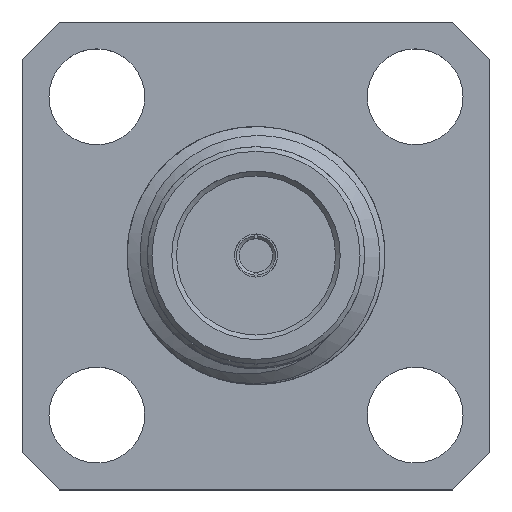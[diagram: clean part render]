
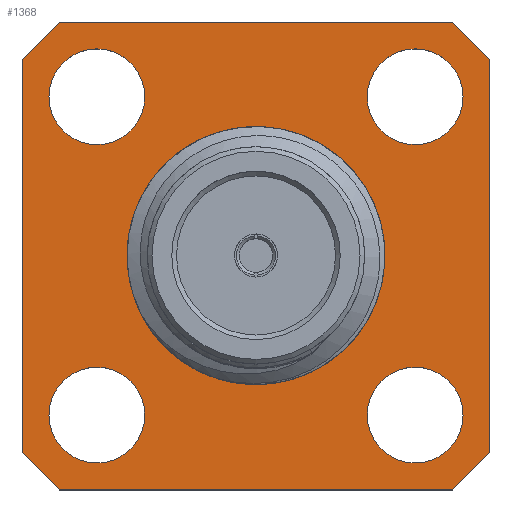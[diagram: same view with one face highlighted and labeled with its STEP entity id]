
A CAD part, top view. The second image highlights one B-rep face of the part: STEP entity #1368.
In plain terms, the highlighted planar face has unit normal (0, 0, 1).
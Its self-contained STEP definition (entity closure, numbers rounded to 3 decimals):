
#5 = LINE ( 'NONE', #787, #3035 ) ;
#50 = VERTEX_POINT ( 'NONE', #2433 ) ;
#56 = ORIENTED_EDGE ( 'NONE', *, *, #817, .F. ) ;
#94 = CARTESIAN_POINT ( 'NONE',  ( -6.35, 5.334, 0. ) ) ;
#119 = ORIENTED_EDGE ( 'NONE', *, *, #1981, .F. ) ;
#171 = EDGE_CURVE ( 'NONE', #1958, #1958, #3154, .T. ) ;
#226 = ORIENTED_EDGE ( 'NONE', *, *, #2196, .T. ) ;
#268 = VERTEX_POINT ( 'NONE', #3037 ) ;
#280 = DIRECTION ( 'NONE',  ( 1., 0., 0. ) ) ;
#338 = LINE ( 'NONE', #1339, #1052 ) ;
#405 = VECTOR ( 'NONE', #3228, 1000. ) ;
#490 = ORIENTED_EDGE ( 'NONE', *, *, #603, .T. ) ;
#534 = CARTESIAN_POINT ( 'NONE',  ( -6.35, -6.35, 0. ) ) ;
#542 = EDGE_CURVE ( 'NONE', #2015, #2208, #338, .T. ) ;
#566 = VERTEX_POINT ( 'NONE', #2699 ) ;
#573 = EDGE_LOOP ( 'NONE', ( #56 ) ) ;
#586 = DIRECTION ( 'NONE',  ( 0., 0., 1. ) ) ;
#595 = DIRECTION ( 'NONE',  ( -1., 0., 0. ) ) ;
#603 = EDGE_CURVE ( 'NONE', #772, #2306, #1926, .T. ) ;
#638 = DIRECTION ( 'NONE',  ( 0., 1., 0. ) ) ;
#657 = EDGE_CURVE ( 'NONE', #2271, #2044, #2944, .T. ) ;
#684 = DIRECTION ( 'NONE',  ( 0.707, 0.707, 0. ) ) ;
#685 = CIRCLE ( 'NONE', #2136, 1.3 ) ;
#700 = CARTESIAN_POINT ( 'NONE',  ( -5.334, -6.35, 0. ) ) ;
#735 = CARTESIAN_POINT ( 'NONE',  ( -4.32, 4.32, 0. ) ) ;
#768 = DIRECTION ( 'NONE',  ( 0.707, -0.707, 0. ) ) ;
#772 = VERTEX_POINT ( 'NONE', #990 ) ;
#787 = CARTESIAN_POINT ( 'NONE',  ( -6.35, -5.334, 0. ) ) ;
#817 = EDGE_CURVE ( 'NONE', #566, #566, #685, .T. ) ;
#827 = EDGE_LOOP ( 'NONE', ( #1809 ) ) ;
#958 = CARTESIAN_POINT ( 'NONE',  ( 4.32, 4.32, 0. ) ) ;
#959 = CARTESIAN_POINT ( 'NONE',  ( -3.02, 4.32, 0. ) ) ;
#970 = DIRECTION ( 'NONE',  ( -1., 0., 0. ) ) ;
#975 = VERTEX_POINT ( 'NONE', #2239 ) ;
#990 = CARTESIAN_POINT ( 'NONE',  ( 6.35, 5.334, 0. ) ) ;
#1006 = ORIENTED_EDGE ( 'NONE', *, *, #1050, .F. ) ;
#1009 = EDGE_CURVE ( 'NONE', #3266, #2015, #1058, .T. ) ;
#1027 = DIRECTION ( 'NONE',  ( 1., 0., 0. ) ) ;
#1049 = AXIS2_PLACEMENT_3D ( 'NONE', #735, #2720, #1027 ) ;
#1050 = EDGE_CURVE ( 'NONE', #1553, #1553, #2777, .T. ) ;
#1052 = VECTOR ( 'NONE', #684, 1000. ) ;
#1058 = LINE ( 'NONE', #534, #2841 ) ;
#1138 = VECTOR ( 'NONE', #595, 1000. ) ;
#1187 = AXIS2_PLACEMENT_3D ( 'NONE', #1817, #2839, #1577 ) ;
#1211 = PLANE ( 'NONE',  #2178 ) ;
#1278 = EDGE_LOOP ( 'NONE', ( #1006 ) ) ;
#1339 = CARTESIAN_POINT ( 'NONE',  ( 5.334, -6.35, 0. ) ) ;
#1368 = ADVANCED_FACE ( 'NONE', ( #3005, #1738, #1451, #1984, #2458, #2250 ), #1211, .F. ) ;
#1451 = FACE_BOUND ( 'NONE', #1278, .T. ) ;
#1454 = DIRECTION ( 'NONE',  ( 1., 0., 0. ) ) ;
#1511 = EDGE_LOOP ( 'NONE', ( #119 ) ) ;
#1531 = CARTESIAN_POINT ( 'NONE',  ( -6.35, -6.35, 0. ) ) ;
#1543 = EDGE_LOOP ( 'NONE', ( #2656, #2488, #226, #2870, #2146, #2213, #2746, #490 ) ) ;
#1553 = VERTEX_POINT ( 'NONE', #2559 ) ;
#1556 = EDGE_LOOP ( 'NONE', ( #2960 ) ) ;
#1577 = DIRECTION ( 'NONE',  ( -1., 0., 0. ) ) ;
#1626 = CARTESIAN_POINT ( 'NONE',  ( 6.35, 5.334, 0. ) ) ;
#1678 = DIRECTION ( 'NONE',  ( 0., 0., -1. ) ) ;
#1683 = CARTESIAN_POINT ( 'NONE',  ( -5.334, 6.35, 0. ) ) ;
#1738 = FACE_BOUND ( 'NONE', #827, .T. ) ;
#1809 = ORIENTED_EDGE ( 'NONE', *, *, #2723, .F. ) ;
#1817 = CARTESIAN_POINT ( 'NONE',  ( 0., 0., 0. ) ) ;
#1911 = DIRECTION ( 'NONE',  ( -0.707, 0.707, 0. ) ) ;
#1926 = LINE ( 'NONE', #1626, #2628 ) ;
#1939 = DIRECTION ( 'NONE',  ( 0., 0., 1. ) ) ;
#1947 = CIRCLE ( 'NONE', #2378, 1.3 ) ;
#1958 = VERTEX_POINT ( 'NONE', #959 ) ;
#1981 = EDGE_CURVE ( 'NONE', #975, #975, #2392, .T. ) ;
#1984 = FACE_BOUND ( 'NONE', #573, .T. ) ;
#1987 = DIRECTION ( 'NONE',  ( 0., 0., 1. ) ) ;
#2015 = VERTEX_POINT ( 'NONE', #2119 ) ;
#2032 = EDGE_CURVE ( 'NONE', #2306, #2271, #3080, .T. ) ;
#2044 = VERTEX_POINT ( 'NONE', #94 ) ;
#2073 = DIRECTION ( 'NONE',  ( 1., 0., 0. ) ) ;
#2101 = EDGE_CURVE ( 'NONE', #50, #3266, #5, .T. ) ;
#2119 = CARTESIAN_POINT ( 'NONE',  ( 5.334, -6.35, 0. ) ) ;
#2136 = AXIS2_PLACEMENT_3D ( 'NONE', #958, #1939, #2714 ) ;
#2146 = ORIENTED_EDGE ( 'NONE', *, *, #1009, .T. ) ;
#2147 = CARTESIAN_POINT ( 'NONE',  ( -5.334, 6.35, 0. ) ) ;
#2171 = DIRECTION ( 'NONE',  ( -0.707, -0.707, 0. ) ) ;
#2178 = AXIS2_PLACEMENT_3D ( 'NONE', #2199, #1678, #970 ) ;
#2196 = EDGE_CURVE ( 'NONE', #2044, #50, #3042, .T. ) ;
#2199 = CARTESIAN_POINT ( 'NONE',  ( 0., 0., 0. ) ) ;
#2208 = VERTEX_POINT ( 'NONE', #2754 ) ;
#2213 = ORIENTED_EDGE ( 'NONE', *, *, #542, .T. ) ;
#2231 = AXIS2_PLACEMENT_3D ( 'NONE', #2836, #586, #2073 ) ;
#2233 = CARTESIAN_POINT ( 'NONE',  ( -4.32, -4.32, 0. ) ) ;
#2239 = CARTESIAN_POINT ( 'NONE',  ( -2.675, 0., 0. ) ) ;
#2250 = FACE_OUTER_BOUND ( 'NONE', #1543, .T. ) ;
#2271 = VERTEX_POINT ( 'NONE', #1683 ) ;
#2306 = VERTEX_POINT ( 'NONE', #2385 ) ;
#2378 = AXIS2_PLACEMENT_3D ( 'NONE', #2233, #1987, #1454 ) ;
#2385 = CARTESIAN_POINT ( 'NONE',  ( 5.334, 6.35, 0. ) ) ;
#2392 = CIRCLE ( 'NONE', #1187, 2.675 ) ;
#2426 = LINE ( 'NONE', #2927, #3130 ) ;
#2433 = CARTESIAN_POINT ( 'NONE',  ( -6.35, -5.334, 0. ) ) ;
#2458 = FACE_BOUND ( 'NONE', #1556, .T. ) ;
#2488 = ORIENTED_EDGE ( 'NONE', *, *, #657, .T. ) ;
#2559 = CARTESIAN_POINT ( 'NONE',  ( 5.62, -4.32, 0. ) ) ;
#2628 = VECTOR ( 'NONE', #1911, 1000. ) ;
#2629 = EDGE_CURVE ( 'NONE', #2208, #772, #2426, .T. ) ;
#2656 = ORIENTED_EDGE ( 'NONE', *, *, #2032, .T. ) ;
#2699 = CARTESIAN_POINT ( 'NONE',  ( 5.62, 4.32, 0. ) ) ;
#2714 = DIRECTION ( 'NONE',  ( 1., 0., 0. ) ) ;
#2720 = DIRECTION ( 'NONE',  ( 0., 0., 1. ) ) ;
#2723 = EDGE_CURVE ( 'NONE', #268, #268, #1947, .T. ) ;
#2746 = ORIENTED_EDGE ( 'NONE', *, *, #2629, .T. ) ;
#2754 = CARTESIAN_POINT ( 'NONE',  ( 6.35, -5.334, 0. ) ) ;
#2777 = CIRCLE ( 'NONE', #2231, 1.3 ) ;
#2784 = VECTOR ( 'NONE', #2171, 1000. ) ;
#2836 = CARTESIAN_POINT ( 'NONE',  ( 4.32, -4.32, 0. ) ) ;
#2839 = DIRECTION ( 'NONE',  ( 0., 0., 1. ) ) ;
#2841 = VECTOR ( 'NONE', #280, 1000. ) ;
#2849 = CARTESIAN_POINT ( 'NONE',  ( -6.35, 6.35, 0. ) ) ;
#2870 = ORIENTED_EDGE ( 'NONE', *, *, #2101, .T. ) ;
#2927 = CARTESIAN_POINT ( 'NONE',  ( 6.35, -6.35, 0. ) ) ;
#2944 = LINE ( 'NONE', #2147, #2784 ) ;
#2960 = ORIENTED_EDGE ( 'NONE', *, *, #171, .F. ) ;
#3005 = FACE_BOUND ( 'NONE', #1511, .T. ) ;
#3035 = VECTOR ( 'NONE', #768, 1000. ) ;
#3037 = CARTESIAN_POINT ( 'NONE',  ( -3.02, -4.32, 0. ) ) ;
#3042 = LINE ( 'NONE', #1531, #405 ) ;
#3080 = LINE ( 'NONE', #2849, #1138 ) ;
#3130 = VECTOR ( 'NONE', #638, 1000. ) ;
#3154 = CIRCLE ( 'NONE', #1049, 1.3 ) ;
#3228 = DIRECTION ( 'NONE',  ( 0., -1., 0. ) ) ;
#3266 = VERTEX_POINT ( 'NONE', #700 ) ;
